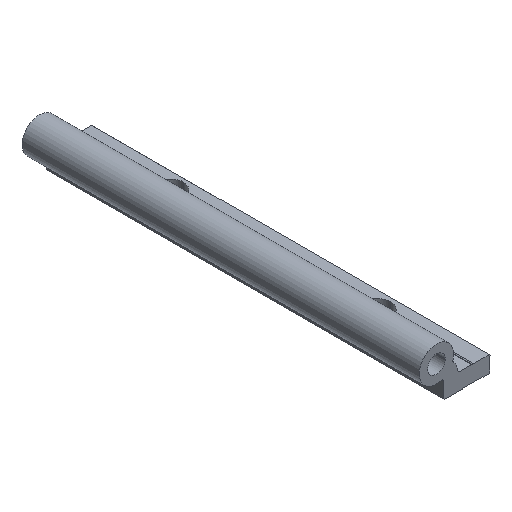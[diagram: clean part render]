
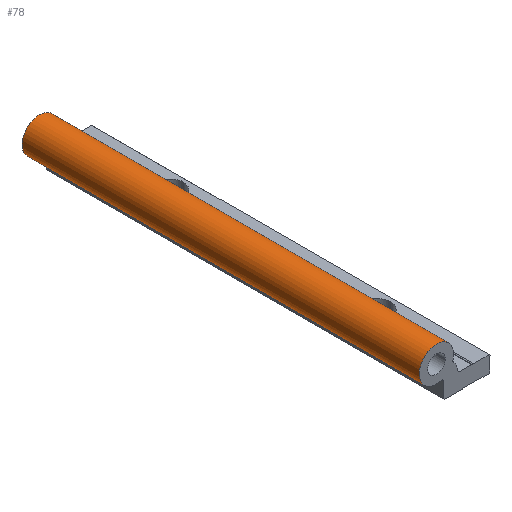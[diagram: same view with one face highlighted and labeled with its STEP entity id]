
A CAD part, isometric view. The second image highlights one B-rep face of the part: STEP entity #78.
In plain terms, the highlighted cylindrical face has radius 10 mm (diameter 20 mm), a partial arc.
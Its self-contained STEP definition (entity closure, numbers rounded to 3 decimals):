
#57 = VECTOR ( 'NONE', #823, 1000. ) ;
#75 = CARTESIAN_POINT ( 'NONE',  ( -21.445, 0., 17.05 ) ) ;
#78 = ADVANCED_FACE ( 'NONE', ( #717 ), #1110, .T. ) ;
#90 = CARTESIAN_POINT ( 'NONE',  ( -31., 230., 20. ) ) ;
#93 = EDGE_CURVE ( 'NONE', #204, #686, #121, .T. ) ;
#104 = DIRECTION ( 'NONE',  ( 0.955, 0., -0.295 ) ) ;
#121 = CIRCLE ( 'NONE', #1071, 10. ) ;
#128 = CIRCLE ( 'NONE', #609, 10. ) ;
#138 = CARTESIAN_POINT ( 'NONE',  ( -28.273, 0., 10.379 ) ) ;
#151 = DIRECTION ( 'NONE',  ( 0., 1., 0. ) ) ;
#196 = DIRECTION ( 'NONE',  ( 0., -1., 0. ) ) ;
#204 = VERTEX_POINT ( 'NONE', #965 ) ;
#224 = ORIENTED_EDGE ( 'NONE', *, *, #93, .F. ) ;
#237 = CARTESIAN_POINT ( 'NONE',  ( -31., 0., 20. ) ) ;
#283 = CARTESIAN_POINT ( 'NONE',  ( -21.445, 230., 17.05 ) ) ;
#339 = AXIS2_PLACEMENT_3D ( 'NONE', #237, #151, #549 ) ;
#365 = LINE ( 'NONE', #944, #1001 ) ;
#441 = EDGE_CURVE ( 'NONE', #686, #1191, #365, .T. ) ;
#471 = DIRECTION ( 'NONE',  ( 0., -1., 0. ) ) ;
#498 = ORIENTED_EDGE ( 'NONE', *, *, #536, .T. ) ;
#536 = EDGE_CURVE ( 'NONE', #1039, #1191, #128, .T. ) ;
#549 = DIRECTION ( 'NONE',  ( 0.273, 0., -0.962 ) ) ;
#609 = AXIS2_PLACEMENT_3D ( 'NONE', #90, #196, #104 ) ;
#668 = ORIENTED_EDGE ( 'NONE', *, *, #1164, .T. ) ;
#686 = VERTEX_POINT ( 'NONE', #138 ) ;
#717 = FACE_OUTER_BOUND ( 'NONE', #908, .T. ) ;
#752 = DIRECTION ( 'NONE',  ( 0., 1., 0. ) ) ;
#767 = CARTESIAN_POINT ( 'NONE',  ( -31., 0., 20. ) ) ;
#823 = DIRECTION ( 'NONE',  ( 0., 1., 0. ) ) ;
#830 = LINE ( 'NONE', #75, #57 ) ;
#908 = EDGE_LOOP ( 'NONE', ( #1257, #224, #668, #498 ) ) ;
#944 = CARTESIAN_POINT ( 'NONE',  ( -28.273, 230., 10.379 ) ) ;
#965 = CARTESIAN_POINT ( 'NONE',  ( -21.445, 0., 17.05 ) ) ;
#1001 = VECTOR ( 'NONE', #752, 1000. ) ;
#1015 = CARTESIAN_POINT ( 'NONE',  ( -28.273, 230., 10.379 ) ) ;
#1039 = VERTEX_POINT ( 'NONE', #283 ) ;
#1071 = AXIS2_PLACEMENT_3D ( 'NONE', #767, #471, #1146 ) ;
#1110 = CYLINDRICAL_SURFACE ( 'NONE', #339, 10. ) ;
#1146 = DIRECTION ( 'NONE',  ( 0.273, 0., -0.962 ) ) ;
#1164 = EDGE_CURVE ( 'NONE', #204, #1039, #830, .T. ) ;
#1191 = VERTEX_POINT ( 'NONE', #1015 ) ;
#1257 = ORIENTED_EDGE ( 'NONE', *, *, #441, .F. ) ;
